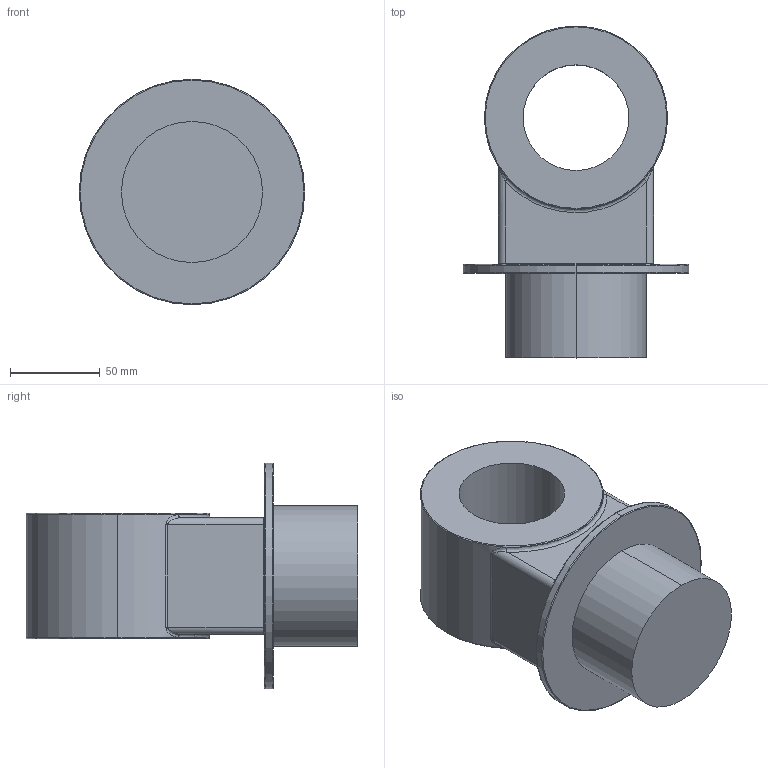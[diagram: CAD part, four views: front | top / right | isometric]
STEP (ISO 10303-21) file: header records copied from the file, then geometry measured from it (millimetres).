
FILE_DESCRIPTION (( 'STEP AP203' ), '1' );
FILE_NAME ('Assignment3_Part1.STEP', '2021-09-30T15:59:16', ( '' ), ( '' ), 'SwSTEP 2.0', 'SolidWorks 2021', '' );
FILE_SCHEMA (( 'CONFIG_CONTROL_DESIGN' ));
Length unit declared in the file: centimetre
Products named in the file (1): Assignment3_Part1
Bounding box: 126 x 185.35 x 126 mm (x, y, z)
Volume: 890170 mm3; surface area: 85622.5 mm2
Topology: 1 solids, 1 shells, 45 faces, 96 edges, 56 vertices
Faces by surface type: cylinder 16, torus 12, plane 9, bspline 8
Entity records: 2545 total; most frequent: CARTESIAN_POINT 1528, DIRECTION 196, ORIENTED_EDGE 192, EDGE_CURVE 96, AXIS2_PLACEMENT_3D 86, VERTEX_POINT 56, EDGE_LOOP 50, CIRCLE 48
